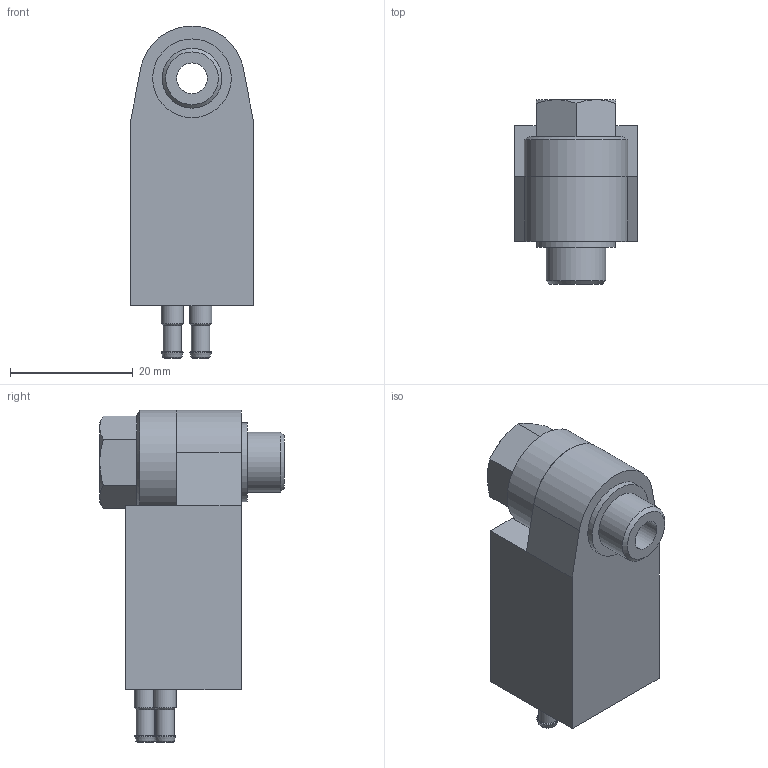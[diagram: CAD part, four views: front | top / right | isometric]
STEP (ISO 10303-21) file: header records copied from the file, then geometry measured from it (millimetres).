
FILE_DESCRIPTION(/* description */ ('STEP AP214'),/* implementation_level */ '2;1');
FILE_NAME(/* name */ '13364_PPL-1_8',/* time_stamp */ '2024-09-13T18:46:20+02:00',/* author */ ('License CC BY-ND 4.0'),/* organization */ ('CADENAS'),/* preprocessor_version */ 'ST-DEVELOPER v19.3',/* originating_system */ 'PARTsolutions',/* authorisation */ ' ');
FILE_SCHEMA (('AUTOMOTIVE_DESIGN {1 0 10303 214 3 1 1}'));
Length unit declared in the file: millimetre
Products named in the file (1): 13364 PPL-1/8
Bounding box: 20 x 30 x 54 mm (x, y, z)
Volume: 15638.1 mm3; surface area: 5451.3 mm2
Topology: 1 solids, 1 shells, 57 faces, 116 edges, 71 vertices
Faces by surface type: plane 26, cone 14, cylinder 13, torus 4
Full cylindrical faces by diameter (mm): 2.5 x2, 3 x2, 3.6 x2, 5 x1, 8.566 x1, 9.728 x1, 12.8 x1, 16.9 x1
Entity records: 1787 total; most frequent: CARTESIAN_POINT 254, DIRECTION 238, ORIENTED_EDGE 182, AXIS2_PLACEMENT_3D 101, EDGE_LOOP 92, FACE_BOUND 92, EDGE_CURVE 91, VERTEX_POINT 69
